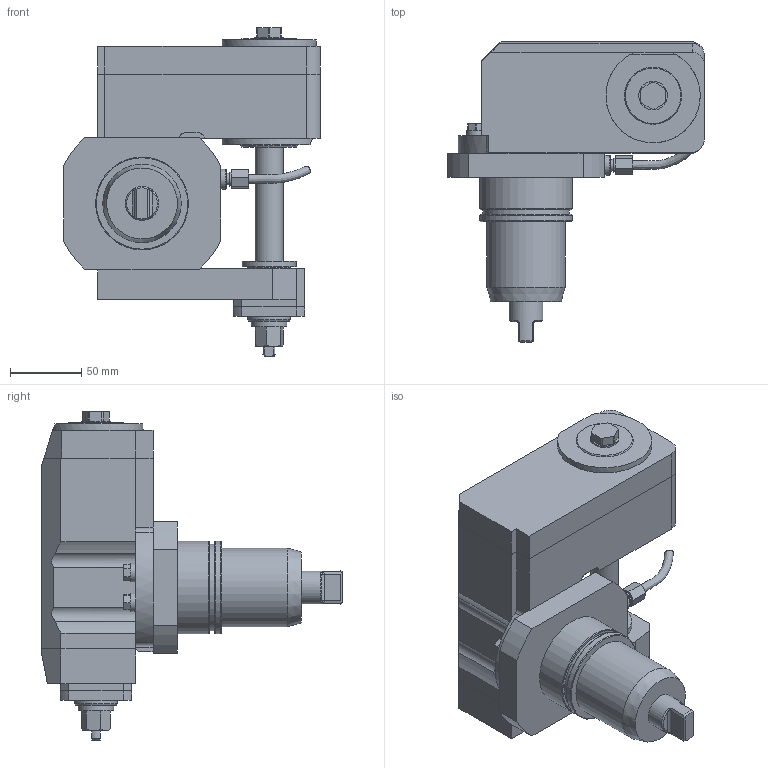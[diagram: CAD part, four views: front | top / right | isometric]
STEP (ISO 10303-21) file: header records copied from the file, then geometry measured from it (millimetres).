
FILE_DESCRIPTION (( 'STEP AP214' ), '1' );
FILE_NAME ('RROPGH0.75223UN65T1.STEP', '2024-05-14T06:11:54', ( '' ), ( '' ), 'SwSTEP 2.0', 'SolidWorks 2023', '' );
FILE_SCHEMA (( 'AUTOMOTIVE_DESIGN' ));
Length unit declared in the file: millimetre
Products named in the file (1): RROPGH0.75223UN65T1
Bounding box: 180 x 210.6 x 229.9 mm (x, y, z)
Volume: 1883390.7 mm3; surface area: 143402.4 mm2
Topology: 1 solids, 1 shells, 664 faces, 1716 edges, 1127 vertices
Faces by surface type: plane 412, cylinder 115, bspline 115, cone 21, torus 1
Full cylindrical faces by diameter (mm): 2.55 x1, 3.15 x1, 8.15 x1, 9.55 x1, 9.8 x1, 13 x4, 13.8 x1, 19.5 x1, 20 x1, 23.7 x1, 25 x1, 30 x2, 38 x1, 40 x1, 55 x1, 60.5 x1, 65 x2
Entity records: 30865 total; most frequent: CARTESIAN_POINT 11533, ORIENTED_EDGE 3336, DIRECTION 2743, EDGE_CURVE 1668, VECTOR 1141, LINE 1141, VERTEX_POINT 1112, AXIS2_PLACEMENT_3D 801
